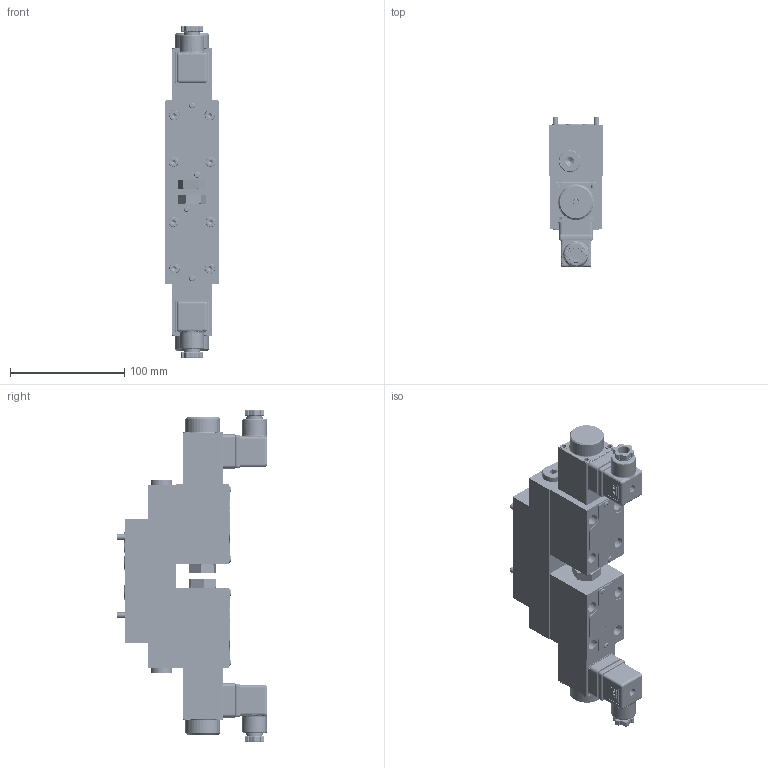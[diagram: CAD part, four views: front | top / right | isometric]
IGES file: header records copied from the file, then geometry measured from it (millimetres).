
Start section: SolidWorks IGES file using analytic representation for surfaces
Global section: file name: MHCP004106060.igs; native system: SolidWorks 2014; preprocessor: SolidWorks 2014; author: serviziopdm; date: 160317.115956; units: millimetre
Bounding box: 47 x 131.5 x 290 mm (x, y, z)
Surface area: 150518.6 mm2 (no closed solid volume)
Topology: 0 solids, 0 shells, 2720 faces, 40763 edges, 40627 vertices
Faces by surface type: bspline 1728, revolution 992
